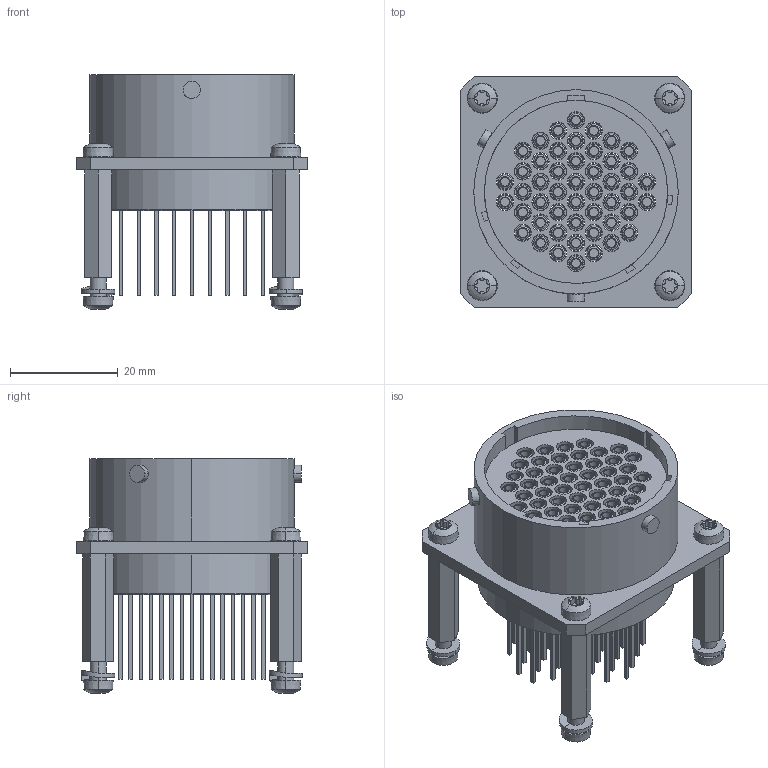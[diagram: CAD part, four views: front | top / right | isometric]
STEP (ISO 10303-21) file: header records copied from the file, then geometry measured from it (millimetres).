
FILE_DESCRIPTION((''),'2;1');
FILE_NAME('EDA-02437-V1-0.stp','2011-11-15T11:45:48',(''),(''),'Mechanical Desktop 2011','Mechanical Desktop 2011',', , ');
FILE_SCHEMA(('AUTOMOTIVE_DESIGN { 1 2 10303 214 1 1 1 1 }'));
Length unit declared in the file: millimetre
Products named in the file (2): Product; 1
Bounding box: 42.9 x 42.9 x 43.59 mm (x, y, z)
Volume: 24249.2 mm3; surface area: 38891.7 mm2
Topology: 71 solids, 71 shells, 1491 faces, 3447 edges, 2251 vertices
Faces by surface type: cylinder 744, plane 587, torus 96, cone 48, sphere 16
Entity records: 42848 total; most frequent: CARTESIAN_POINT 8326, DIRECTION 7698, ORIENTED_EDGE 6570, EDGE_CURVE 3285, AXIS2_PLACEMENT_3D 3095, VERTEX_POINT 2143, EDGE_LOOP 1890, CIRCLE 1643
